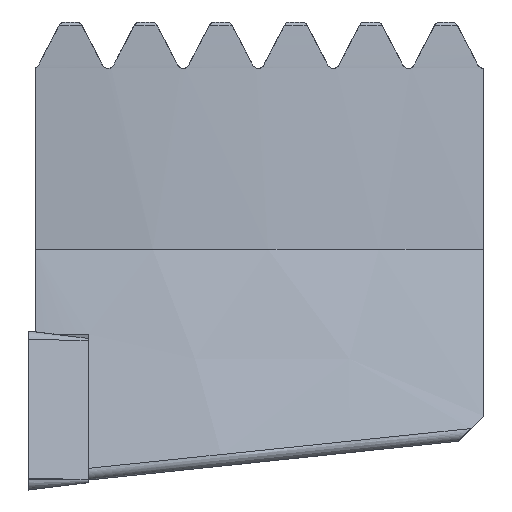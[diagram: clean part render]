
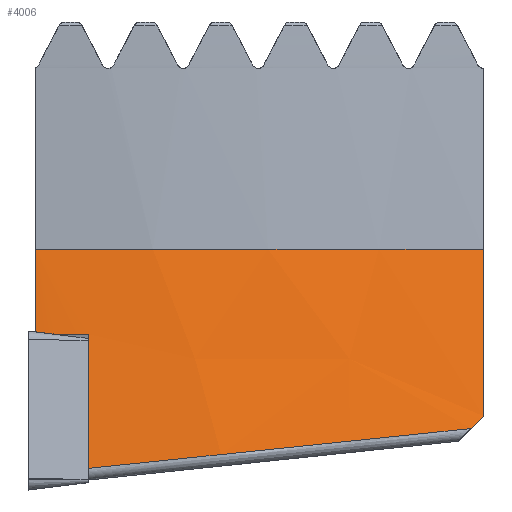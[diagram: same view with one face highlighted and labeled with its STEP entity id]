
A CAD part, left-side view. The second image highlights one B-rep face of the part: STEP entity #4006.
In plain terms, the highlighted conical face has half-angle 10 degrees and reference radius 70 mm.
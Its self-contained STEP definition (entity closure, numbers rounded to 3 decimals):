
#1638=EDGE_CURVE('NONE',#3096,#3016,#4419,.F.);
#1862=EDGE_CURVE('NONE',#2986,#4054,#4666,.T.);
#1990=VERTEX_POINT('NONE',#4808);
#2248=VERTEX_POINT('NONE',#5085);
#2318=EDGE_CURVE('NONE',#2986,#3536,#5162,.F.);
#2546=VERTEX_POINT('NONE',#5412);
#2802=EDGE_CURVE('NONE',#4054,#2546,#5692,.F.);
#2930=EDGE_CURVE('NONE',#2248,#3536,#5832,.F.);
#2986=VERTEX_POINT('NONE',#5895);
#3016=VERTEX_POINT('NONE',#5931);
#3096=VERTEX_POINT('NONE',#6015);
#3108=EDGE_CURVE('NONE',#3714,#2248,#6029,.T.);
#3298=EDGE_CURVE('NONE',#3096,#2546,#6241,.T.);
#3432=EDGE_CURVE('NONE',#1990,#3016,#6391,.T.);
#3536=VERTEX_POINT('NONE',#6504);
#3714=VERTEX_POINT('NONE',#6693);
#3890=EDGE_CURVE('NONE',#3714,#1990,#6883,.T.);
#4006=ADVANCED_FACE('NONE',(#7009),#7010,.T.);
#4054=VERTEX_POINT('NONE',#7060);
#4419=CIRCLE('',#7787,73.088);
#4666=(B_SPLINE_CURVE(2,(#8290,#8291,#8292),.UNSPECIFIED.,.F.,.F.)B_SPLINE_CURVE_WITH_KNOTS((3,3),(1.321,14.936),.UNSPECIFIED.)RATIONAL_B_SPLINE_CURVE((1.,1.,1.))BOUNDED_CURVE()REPRESENTATION_ITEM('')GEOMETRIC_REPRESENTATION_ITEM()CURVE());
#4808=CARTESIAN_POINT('',(2.941,-4.76,12.465));
#5085=CARTESIAN_POINT('',(2.835,-0.56,12.636));
#5162=CIRCLE('',#9618,70.0);
#5412=CARTESIAN_POINT('',(10.482,-35.369,4.912));
#5692=ELLIPSE('',#10745,114.87,79.953);
#5832=LINE('',#11035,#11036);
#5895=CARTESIAN_POINT('',(13.967,-36.36,19.242));
#5931=CARTESIAN_POINT('',(1.045,-4.76,1.73));
#6015=CARTESIAN_POINT('',(1.045,-4.766,1.73));
#6029=ELLIPSE('',#11432,71.65,71.175);
#6241=B_SPLINE_CURVE_WITH_KNOTS('',3,(#12756,#12757,#12758,#12759,#12760,#12761,#12762,#12763,#12764,#12765,#12766,#12767,#12768),.UNSPECIFIED.,.F.,.F.,(4,3,3,3,4),(0.0,0.2,0.793,0.833,1.0),.UNSPECIFIED.);
#6391=(B_SPLINE_CURVE(2,(#13150,#13151,#13152),.UNSPECIFIED.,.F.,.F.)B_SPLINE_CURVE_WITH_KNOTS((3,3),(1.302,12.203),.UNSPECIFIED.)RATIONAL_B_SPLINE_CURVE((1.,1.,1.))BOUNDED_CURVE()REPRESENTATION_ITEM('')GEOMETRIC_REPRESENTATION_ITEM()CURVE());
#6504=CARTESIAN_POINT('',(4.,-0.56,19.242));
#6693=CARTESIAN_POINT('',(2.825,-2.06,12.465));
#6883=CIRCLE('',#14143,71.195);
#7009=FACE_OUTER_BOUND('',#14414,.T.);
#7010=CONICAL_SURFACE('',#14415,70.0,0.175);
#7060=CARTESIAN_POINT('',(11.24,-36.36,5.903));
#7787=AXIS2_PLACEMENT_3D('',#15196,#15197,#15198);
#8290=CARTESIAN_POINT('',(13.967,-36.36,19.242));
#8291=CARTESIAN_POINT('',(12.626,-36.36,12.721));
#8292=CARTESIAN_POINT('',(11.24,-36.36,5.903));
#9618=AXIS2_PLACEMENT_3D('',#15990,#15991,#15992);
#10745=AXIS2_PLACEMENT_3D('',#16546,#16547,#16548);
#11035=CARTESIAN_POINT('',(3.418,-0.56,15.939));
#11036=VECTOR('',#16689,1.0);
#11432=AXIS2_PLACEMENT_3D('',#16924,#16925,#16926);
#12756=CARTESIAN_POINT('',(1.045,-4.766,1.73));
#12757=CARTESIAN_POINT('',(1.214,-6.91,1.953));
#12758=CARTESIAN_POINT('',(1.477,-9.048,2.176));
#12759=CARTESIAN_POINT('',(1.835,-11.17,2.396));
#12760=CARTESIAN_POINT('',(2.893,-17.456,3.05));
#12761=CARTESIAN_POINT('',(4.777,-23.604,3.689));
#12762=CARTESIAN_POINT('',(7.425,-29.408,4.292));
#12763=CARTESIAN_POINT('',(7.608,-29.809,4.334));
#12764=CARTESIAN_POINT('',(7.794,-30.207,4.375));
#12765=CARTESIAN_POINT('',(7.984,-30.605,4.417));
#12766=CARTESIAN_POINT('',(8.758,-32.223,4.585));
#12767=CARTESIAN_POINT('',(9.592,-33.813,4.75));
#12768=CARTESIAN_POINT('',(10.482,-35.369,4.912));
#13150=CARTESIAN_POINT('',(2.941,-4.76,12.465));
#13151=CARTESIAN_POINT('',(2.005,-4.76,7.169));
#13152=CARTESIAN_POINT('',(1.045,-4.76,1.73));
#14143=AXIS2_PLACEMENT_3D('',#17874,#17875,#17876);
#14414=EDGE_LOOP('',(#18017,#18018,#18019,#18020,#18021,#18022,#18023,#18024,#18025));
#14415=AXIS2_PLACEMENT_3D('',#18026,#18027,#18028);
#15196=CARTESIAN_POINT('',(74.0,-0.36,1.73));
#15197=DIRECTION('',(0.,0.,1.0));
#15198=DIRECTION('',(0.,1.0,0.));
#15990=CARTESIAN_POINT('',(74.0,-0.36,19.242));
#15991=DIRECTION('',(0.,0.,1.0));
#15992=DIRECTION('',(0.,1.0,0.));
#16546=CARTESIAN_POINT('',(74.0,13.962,-44.42));
#16547=DIRECTION('',(0.,0.707,0.707));
#16548=DIRECTION('',(0.,-0.707,0.707));
#16689=DIRECTION('',(-0.174,0.,-0.985));
#16924=CARTESIAN_POINT('',(74.,-1.79,12.496));
#16925=DIRECTION('',(0.,0.113,-0.994));
#16926=DIRECTION('',(0.,-0.994,-0.113));
#17874=CARTESIAN_POINT('',(74.0,-0.36,12.465));
#17875=DIRECTION('',(0.,0.,1.0));
#17876=DIRECTION('',(0.,1.0,0.));
#18017=ORIENTED_EDGE('',*,*,#2802,.F.);
#18018=ORIENTED_EDGE('',*,*,#1862,.F.);
#18019=ORIENTED_EDGE('',*,*,#2318,.T.);
#18020=ORIENTED_EDGE('',*,*,#2930,.F.);
#18021=ORIENTED_EDGE('',*,*,#3108,.F.);
#18022=ORIENTED_EDGE('',*,*,#3890,.T.);
#18023=ORIENTED_EDGE('',*,*,#3432,.T.);
#18024=ORIENTED_EDGE('',*,*,#1638,.F.);
#18025=ORIENTED_EDGE('',*,*,#3298,.T.);
#18026=CARTESIAN_POINT('',(74.0,-0.36,19.242));
#18027=DIRECTION('',(0.,0.,-1.0));
#18028=DIRECTION('',(0.,1.0,0.));
